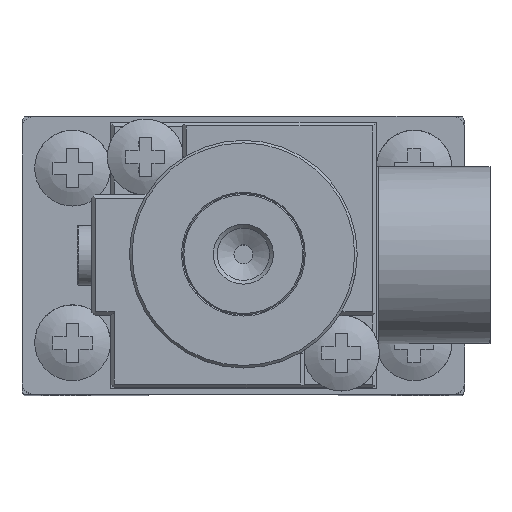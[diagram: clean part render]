
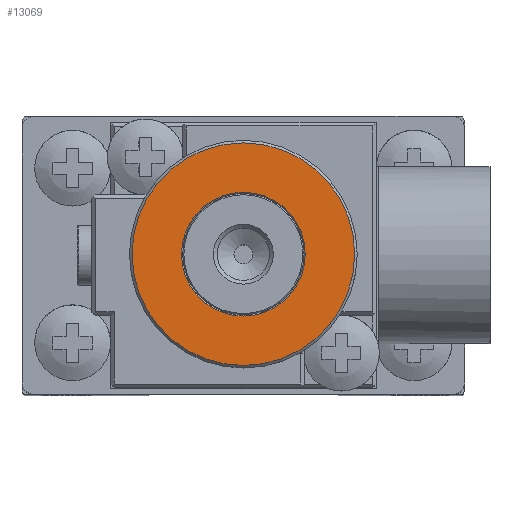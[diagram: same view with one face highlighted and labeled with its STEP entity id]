
A CAD part, top view. The second image highlights one B-rep face of the part: STEP entity #13069.
In plain terms, the highlighted planar face has unit normal (0, 0, 1).
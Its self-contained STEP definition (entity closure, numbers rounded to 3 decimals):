
#1685=ORIENTED_EDGE('',*,*,#4191,.T.);
#1686=ORIENTED_EDGE('',*,*,#4192,.T.);
#4191=EDGE_CURVE('',#5446,#5446,#6357,.T.);
#4192=EDGE_CURVE('',#5447,#5447,#6358,.T.);
#5446=VERTEX_POINT('',#17792);
#5447=VERTEX_POINT('',#17794);
#6357=CIRCLE('',#13705,4.894);
#6358=CIRCLE('',#13706,8.8);
#6882=EDGE_LOOP('',(#1685));
#6883=EDGE_LOOP('',(#1686));
#7785=FACE_BOUND('',#6882,.T.);
#7786=FACE_BOUND('',#6883,.T.);
#8678=PLANE('',#13704);
#13069=ADVANCED_FACE('',(#7785,#7786),#8678,.F.);
#13704=AXIS2_PLACEMENT_3D('',#17790,#14865,#14866);
#13705=AXIS2_PLACEMENT_3D('',#17791,#14867,#14868);
#13706=AXIS2_PLACEMENT_3D('',#17793,#14869,#14870);
#14865=DIRECTION('',(0.,0.,-1.));
#14866=DIRECTION('',(1.,0.,0.));
#14867=DIRECTION('',(0.,0.,-1.));
#14868=DIRECTION('',(1.,0.,0.));
#14869=DIRECTION('',(0.,0.,1.));
#14870=DIRECTION('',(-1.,0.,0.));
#17790=CARTESIAN_POINT('',(-8.8,0.,110.5));
#17791=CARTESIAN_POINT('',(0.,0.,110.5));
#17792=CARTESIAN_POINT('',(4.894,0.,110.5));
#17793=CARTESIAN_POINT('',(0.,0.,110.5));
#17794=CARTESIAN_POINT('',(-8.8,0.,110.5));
